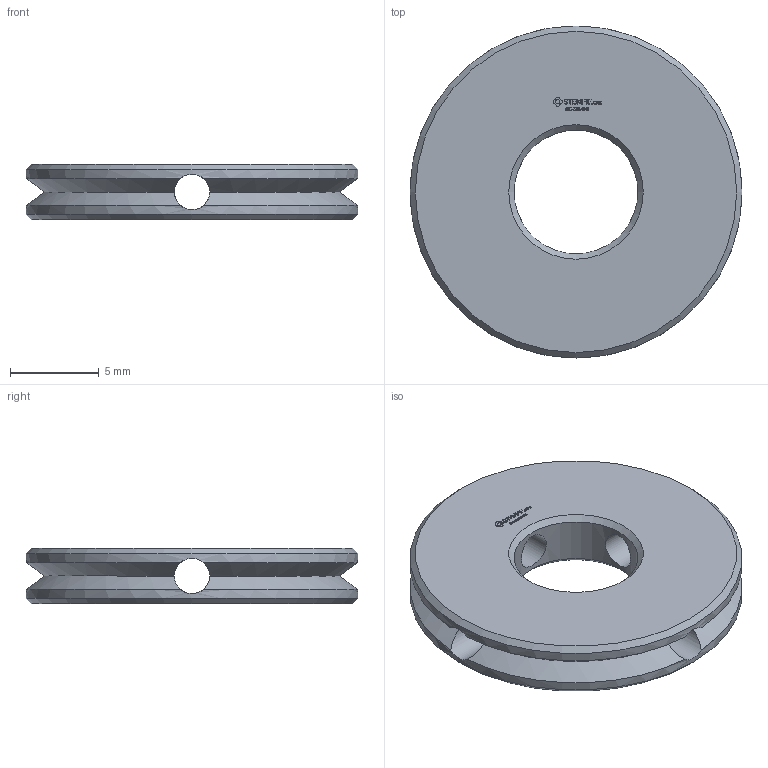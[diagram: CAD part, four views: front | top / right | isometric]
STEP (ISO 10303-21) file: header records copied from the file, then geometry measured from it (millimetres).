
FILE_DESCRIPTION(('FreeCAD Model'),'2;1');
FILE_NAME('Open CASCADE Shape Model','2023-11-14T15:52:32',(''),(''), 'Open CASCADE STEP processor 7.6','FreeCAD','Unknown');
FILE_SCHEMA(('AUTOMOTIVE_DESIGN { 1 0 10303 214 1 1 1 1 }'));
Length unit declared in the file: millimetre
Products named in the file (1): Washer FRE OCT BU01.50x00.25 - SPN-WSR-0040 (stemfie.org)
Bounding box: 18.75 x 18.75 x 3.12 mm (x, y, z)
Volume: 623.7 mm3; surface area: 860.4 mm2
Topology: 1 solids, 1 shells, 494 faces, 1384 edges, 920 vertices
Faces by surface type: plane 313, extrusion 162, cone 12, cylinder 7
Full cylindrical faces by diameter (mm): 2 x4, 7 x1, 18.75 x2
Entity records: 35584 total; most frequent: CARTESIAN_POINT 9044, DIRECTION 4255, VECTOR 3546, LINE 3384, ORIENTED_EDGE 2768, PCURVE 2768, DEFINITIONAL_REPRESENTATION 2768, EDGE_CURVE 1384
